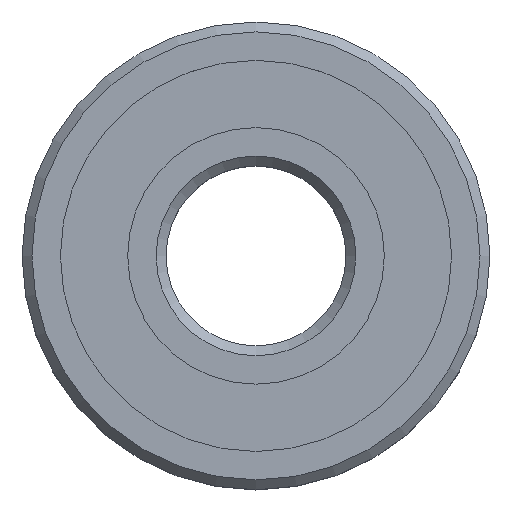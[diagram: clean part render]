
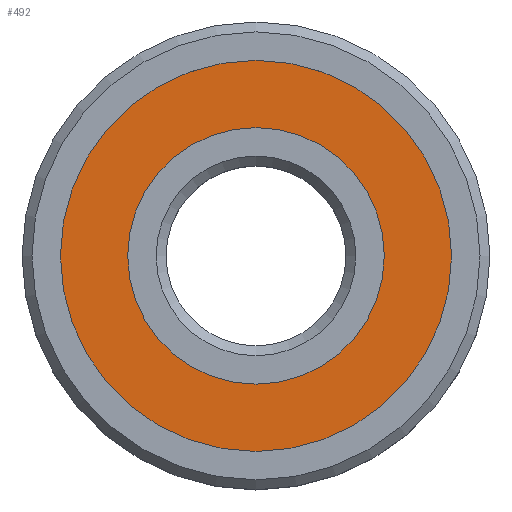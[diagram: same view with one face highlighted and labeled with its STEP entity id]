
A CAD part, top view. The second image highlights one B-rep face of the part: STEP entity #492.
In plain terms, the highlighted planar face has unit normal (0, 0, 1).
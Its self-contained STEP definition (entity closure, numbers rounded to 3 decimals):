
#94=PLANE('',#735);
#155=ORIENTED_EDGE('',*,*,#190,.F.);
#156=ORIENTED_EDGE('',*,*,#189,.T.);
#189=EDGE_CURVE('',#340,#340,#221,.T.);
#190=EDGE_CURVE('',#341,#341,#222,.T.);
#221=CIRCLE('',#734,14.26);
#222=CIRCLE('',#736,21.74);
#283=EDGE_LOOP('',(#155));
#284=EDGE_LOOP('',(#156));
#340=VERTEX_POINT('',#1063);
#341=VERTEX_POINT('',#1066);
#430=FACE_BOUND('',#283,.T.);
#431=FACE_BOUND('',#284,.T.);
#492=ADVANCED_FACE('',(#430,#431),#94,.F.);
#734=AXIS2_PLACEMENT_3D('',#1062,#899,#900);
#735=AXIS2_PLACEMENT_3D('',#1064,#901,#902);
#736=AXIS2_PLACEMENT_3D('',#1065,#903,#904);
#899=DIRECTION('',(0.,0.,-1.));
#900=DIRECTION('',(-1.,0.,0.));
#901=DIRECTION('',(0.,0.,-1.));
#902=DIRECTION('',(-1.,0.,0.));
#903=DIRECTION('',(0.,0.,-1.));
#904=DIRECTION('',(-1.,0.,0.));
#1062=CARTESIAN_POINT('',(0.,0.,14.839));
#1063=CARTESIAN_POINT('',(-14.26,0.,14.839));
#1064=CARTESIAN_POINT('',(0.,14.26,14.839));
#1065=CARTESIAN_POINT('',(0.,0.,14.839));
#1066=CARTESIAN_POINT('',(-21.74,0.,14.839));
